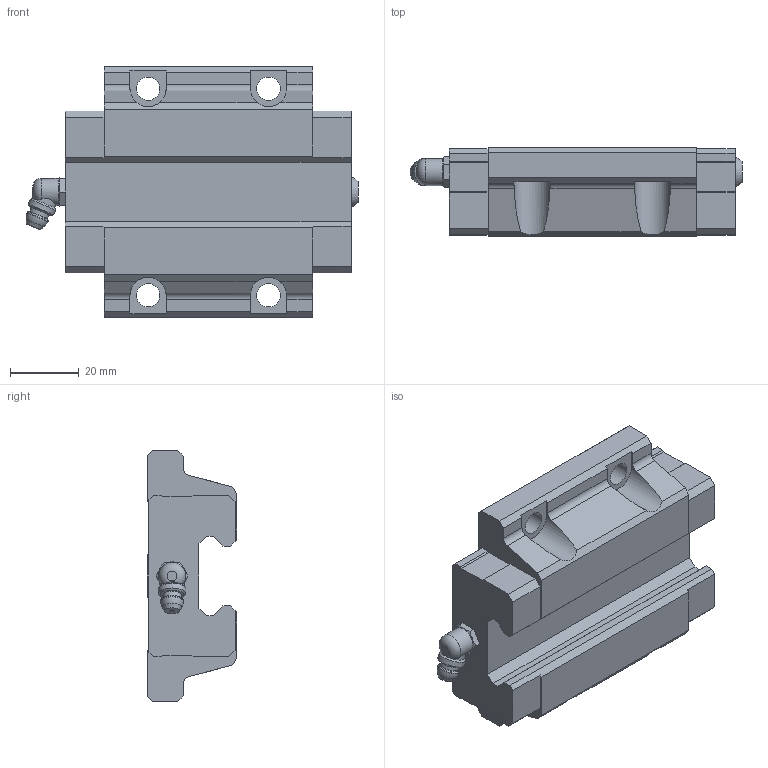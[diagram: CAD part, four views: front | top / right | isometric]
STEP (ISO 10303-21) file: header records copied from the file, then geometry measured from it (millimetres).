
FILE_DESCRIPTION(/* description */ ('STEP AP214'),/* implementation_level */ '2;1');
FILE_NAME(/* name */ 'LSD25BK-F2N-N-SB-M6',/* time_stamp */ '2022-10-07T20:46:54+02:00',/* author */ ('License CC BY-ND 4.0'),/* organization */ ('CADENAS'),/* preprocessor_version */ 'ST-DEVELOPER v18.102',/* originating_system */ 'PARTsolutions',/* authorisation */ ' ');
FILE_SCHEMA (('AUTOMOTIVE_DESIGN {1 0 10303 214 3 1 1}'));
Length unit declared in the file: millimetre
Products named in the file (1): LSD25BK-F2N-N-SB-M6
Bounding box: 96.46 x 26 x 73 mm (x, y, z)
Volume: 102890.1 mm3; surface area: 20586.8 mm2
Topology: 1 solids, 1 shells, 149 faces, 417 edges, 274 vertices
Faces by surface type: plane 115, cylinder 20, cone 8, torus 5, sphere 1
Full cylindrical faces by diameter (mm): 5.5 x1, 6.6 x1, 6.8 x4, 7.85 x1, 8 x1
Entity records: 4670 total; most frequent: CARTESIAN_POINT 901, ORIENTED_EDGE 780, DIRECTION 728, EDGE_CURVE 390, LINE 300, VECTOR 300, VERTEX_POINT 269, AXIS2_PLACEMENT_3D 214
